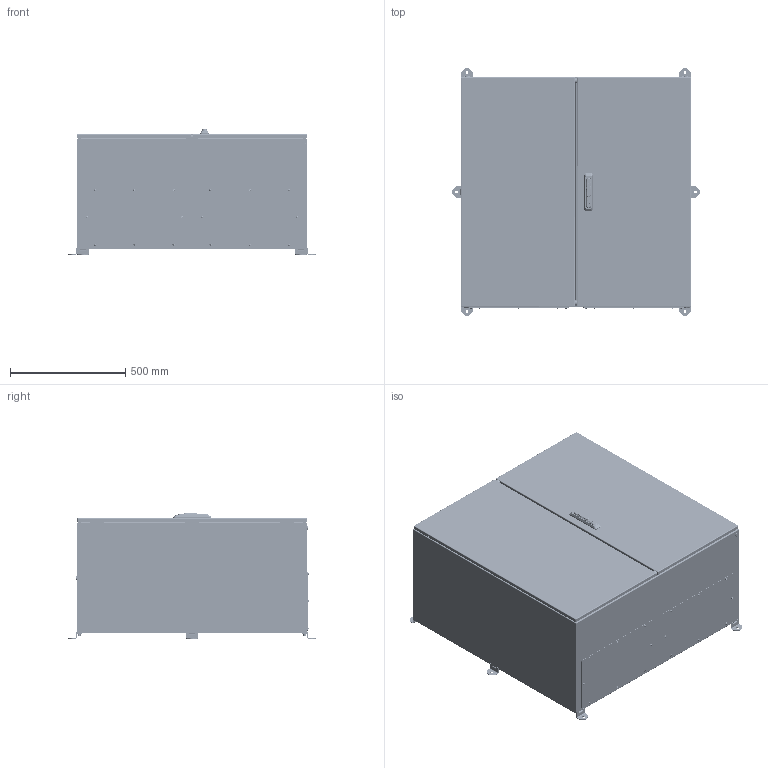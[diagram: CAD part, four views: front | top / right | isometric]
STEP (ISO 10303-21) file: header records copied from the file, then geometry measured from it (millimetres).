
FILE_DESCRIPTION (( 'STEP AP214' ), '1' );
FILE_NAME ('31.100.100.50.STEP', '2025-11-27T09:00:45', ( '' ), ( '' ), 'SwSTEP 2.0', 'SolidWorks 2021', '' );
FILE_SCHEMA (( 'AUTOMOTIVE_DESIGN' ));
Length unit declared in the file: millimetre
Products named in the file (57): 31.100.100.00-01-01 Äâåðü ïðàâàÿ; 5.step; Ëåíòà óïëîòíèòåëüíàÿ Í1000; 4.step; Êîëüöî ñòîïîðíîå äëÿ øàðíèðà; Øïèëüêà ïðèâàðíàÿ Ì6õ16; Çàêëåïêà ðåçüáîâàÿ Ì6 øåñòèãðàííàÿ ñ óìåíüøåííûì áîðòîì; Âèíò Ì4; 10.step; Øàéáà îöèíêîâàííàÿ Ì8; 2.step; 妈眚 DIN 912-󋔊0-Zn; ﾒ聰 葢褞浯 ﾍ400; 31.050.000.30-03 Êðûøêà; 3.step; Øàðíèð ïðèâàðíàÿ ÷àñòü; ﾒ聰 葢褞浯 ﾍ500; 31.100.100.00-01-02 捘; Çàêëåïêà ðåçüáîâàÿ Ì5 øåñòèãðàííàÿ ñ óìåíüøåííûì áîðòîì; Âèíò DIN 967 Ì5õ16 ñ ïîëóêðóãëîé ãîëîâêîé ñ êðåñòîîáðàçíûì øëèöåì; Øàðíèð îòâåòíàÿ ÷àñòü; Óïëîòíèòåëü äâóñòâîð÷àòûõ äâåðåé; S3B4504 ????????.stp; 31.100.100.50; Çàêëåïêà ðåçüáîâàÿ Ì8 ãëóõàÿ øåñòèãðàííàÿ ñ óìåíüøåííûì áîðòîì; ﾘ琺矜 ⅰⅱ浯; Çóá÷àòàÿ øàéáà Ì5; 9.step; 6.step; 11.step; 006.DD.CC.step; Íàñòåííîå êðåïëåíèå; Ïðîôèëü äâåðè H1000; 7.step; 31.100.100.00-01-02 Äâåðü ëåâàÿ; 31.100.100.50-02 捘; 8.step; 31.000.100.50-08 Áîêîâàÿ ñòåíêà; Äâåðíîé ïðîôèëü ÌÊ 20 Í1000; Øàðíèð âíåøíÿÿ ÷àñòü ...
Assembly tree (203 placements, depth 4):
  31.100.100.50
    31.100.100.50-02 捘
      31.100.100.50-02 扻豵鵨
      Øïèëüêà ïðèâàðíàÿ Ì8õ25  x6
      Çàêëåïêà ðåçüáîâàÿ Ì8 ãëóõàÿ øåñòèãðàííàÿ ñ óìåíüøåííûì áîðòîì  x6
      Çàêëåïêà ðåçüáîâàÿ Ì5 øåñòèãðàííàÿ ñ óìåíüøåííûì áîðòîì  x16
    31.000.100.50-08 捘  x2
      31.000.100.50-08 Áîêîâàÿ ñòåíêà
      Øïèëüêà ïðèâàðíàÿ Ì6õ16
    Øàðíèð âíåøíÿÿ ÷àñòü  x6
    Øàðíèð îòâåòíàÿ ÷àñòü  x6
    Âèíò Ì4  x12
    Âòóëêà øàðíèðà  x6
    31.100.100.00-01-01 捘
      31.100.100.00-01-01 Äâåðü ïðàâàÿ
      Øïèëüêà ïðèâàðíàÿ Ì6õ16  x4
      Øàðíèð ïðèâàðíàÿ ÷àñòü  x3
      Ïðîôèëü äâåðè H1000  x2
      006.DD.CC.step
        1.step
        2.step
        3.step
        4.step
        5.step
        6.step
        7.step  x2
        8.step
        9.step
        10.step
        11.step
      Äåðæàòåëü êðóãëîé òÿãè  x2
      ﾘ琺矜 ⅰⅱ浯  x2
      S3B4504 ????????.stp
      ﾒ聰 葢褞浯 ﾍ400
      ﾒ聰 葢褞浯 ﾍ500
      Íàêîíå÷íèê òÿãè  x2
      Ãàñêåòèíã äâåðè 500õ1000
    31.050.000.30-03 捘  x2
      31.050.000.30-03 Êðûøêà
      Ãàñêåòèíã êðûøêè W1000D300
    Âèíò DIN 967 Ì5õ16 ñ ïîëóêðóãëîé ãîëîâêîé ñ êðåñòîîáðàçíûì øëèöåì  x17
    31.100.100.00-04 捘
      31.100.100.00-04 Ìîíòàæíàÿ ïàíåëü
      Çàêëåïêà ðåçüáîâàÿ Ì6 øåñòèãðàííàÿ ñ óìåíüøåííûì áîðòîì  x4
    Ãàéêà M6 DIN6923.step  x6
    Ïðîñòàâêà  x6
    妈眚 DIN 912-󋔊0-Zn  x6
    Íàñòåííîå êðåïëåíèå  x6
    Ñèëèêîíîâàÿ çàãëóøêà çàçåìëåíèÿ D12  x3
    Øàéáà îöèíêîâàííàÿ Ì8  x6
    Êîëüöî ñòîïîðíîå äëÿ øàðíèðà  x6
    31.100.100.00-01-02 捘
      31.100.100.00-01-02 Äâåðü ëåâàÿ
      Øïèëüêà ïðèâàðíàÿ Ì6õ16  x2
      Øàðíèð ïðèâàðíàÿ ÷àñòü  x3
      Ãàñêåòèíã äâåðè 500õ1000
      Ïðîôèëü äâåðè H1000  x2
      Ëåíòà óïëîòíèòåëüíàÿ Í1000  x2
    Óïëîòíèòåëü äâóñòâîð÷àòûõ äâåðåé  x2
    Çóá÷àòàÿ øàéáà Ì5  x4
Bounding box: 1074.84 x 1074.84 x 544 mm (x, y, z)
Volume: 9538518.9 mm3; surface area: 11597239.3 mm2
Topology: 203 solids, 203 shells, 9630 faces, 25625 edges, 16568 vertices
Faces by surface type: plane 4336, cylinder 4091, cone 547, bspline 315, torus 294, sphere 47
Entity records: 122613 total; most frequent: CARTESIAN_POINT 44624, ORIENTED_EDGE 16362, DIRECTION 14860, EDGE_CURVE 8181, VERTEX_POINT 5358, AXIS2_PLACEMENT_3D 5009, LINE 4842, VECTOR 4842
